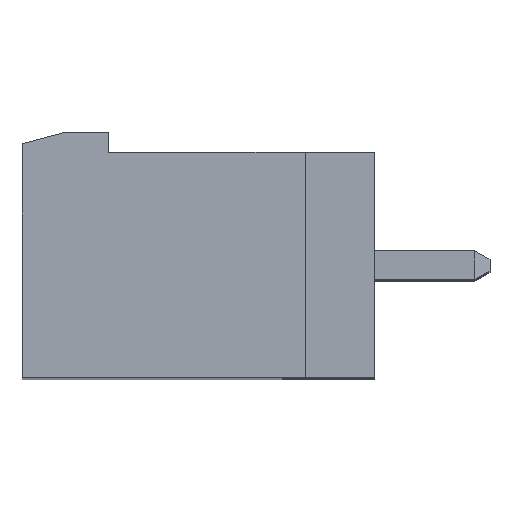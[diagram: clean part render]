
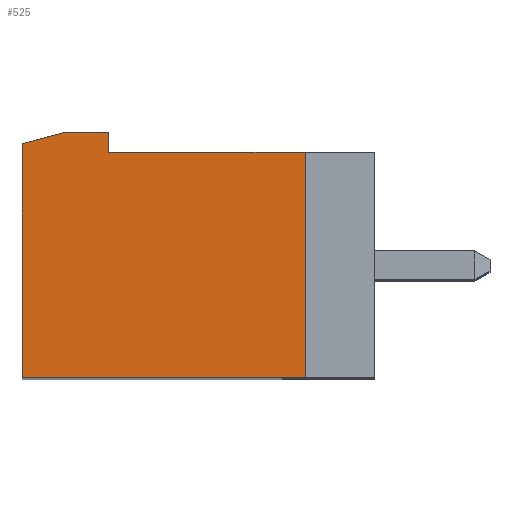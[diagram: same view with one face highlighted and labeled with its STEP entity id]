
A CAD part, top view. The second image highlights one B-rep face of the part: STEP entity #525.
In plain terms, the highlighted planar face has unit normal (0, 0, 1).
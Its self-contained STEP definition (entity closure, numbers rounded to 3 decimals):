
#525 = ADVANCED_FACE( '', ( #1277 ), #1278, .F. );
#1277 = FACE_OUTER_BOUND( '', #2273, .T. );
#1278 = PLANE( '', #2274 );
#2273 = EDGE_LOOP( '', ( #3791, #3792, #3793, #3794, #3795, #3796, #3797 ) );
#2274 = AXIS2_PLACEMENT_3D( '', #3798, #3799, #3800 );
#3791 = ORIENTED_EDGE( '', *, *, #6246, .F. );
#3792 = ORIENTED_EDGE( '', *, *, #6306, .F. );
#3793 = ORIENTED_EDGE( '', *, *, #6164, .F. );
#3794 = ORIENTED_EDGE( '', *, *, #6307, .F. );
#3795 = ORIENTED_EDGE( '', *, *, #6308, .F. );
#3796 = ORIENTED_EDGE( '', *, *, #6309, .F. );
#3797 = ORIENTED_EDGE( '', *, *, #6310, .F. );
#3798 = CARTESIAN_POINT( '', ( 197.225, 84.81, 46.72 ) );
#3799 = DIRECTION( '', ( 0., 0., -1. ) );
#3800 = DIRECTION( '', ( 0., -1., 0. ) );
#6164 = EDGE_CURVE( '', #7500, #7459, #7502, .T. );
#6246 = EDGE_CURVE( '', #7633, #7631, #7635, .T. );
#6306 = EDGE_CURVE( '', #7459, #7633, #7729, .T. );
#6307 = EDGE_CURVE( '', #7730, #7500, #7731, .T. );
#6308 = EDGE_CURVE( '', #7732, #7730, #7733, .T. );
#6309 = EDGE_CURVE( '', #7734, #7732, #7735, .T. );
#6310 = EDGE_CURVE( '', #7631, #7734, #7736, .T. );
#7459 = VERTEX_POINT( '', #9310 );
#7500 = VERTEX_POINT( '', #9375 );
#7502 = LINE( '', #9378, #9379 );
#7631 = VERTEX_POINT( '', #9572 );
#7633 = VERTEX_POINT( '', #9575 );
#7635 = LINE( '', #9578, #9579 );
#7729 = LINE( '', #9720, #9721 );
#7730 = VERTEX_POINT( '', #9722 );
#7731 = LINE( '', #9723, #9724 );
#7732 = VERTEX_POINT( '', #9725 );
#7733 = LINE( '', #9726, #9727 );
#7734 = VERTEX_POINT( '', #9728 );
#7735 = LINE( '', #9729, #9730 );
#7736 = LINE( '', #9731, #9732 );
#9310 = CARTESIAN_POINT( '', ( 195.918, 84.71, 46.72 ) );
#9375 = CARTESIAN_POINT( '', ( 194.425, 84.31, 46.72 ) );
#9378 = CARTESIAN_POINT( '', ( 195.918, 84.71, 46.72 ) );
#9379 = VECTOR( '', #11235, 1000. );
#9572 = CARTESIAN_POINT( '', ( 197.425, 84.01, 46.72 ) );
#9575 = CARTESIAN_POINT( '', ( 197.425, 84.71, 46.72 ) );
#9578 = CARTESIAN_POINT( '', ( 197.425, 84.31, 46.72 ) );
#9579 = VECTOR( '', #11308, 1000. );
#9720 = CARTESIAN_POINT( '', ( 197.425, 84.71, 46.72 ) );
#9721 = VECTOR( '', #11356, 1000. );
#9722 = CARTESIAN_POINT( '', ( 194.425, 76.21, 46.72 ) );
#9723 = CARTESIAN_POINT( '', ( 194.425, 84.41, 46.72 ) );
#9724 = VECTOR( '', #11357, 1000. );
#9725 = CARTESIAN_POINT( '', ( 204.225, 76.21, 46.72 ) );
#9726 = CARTESIAN_POINT( '', ( 194.225, 76.21, 46.72 ) );
#9727 = VECTOR( '', #11358, 1000. );
#9728 = CARTESIAN_POINT( '', ( 204.225, 84.01, 46.72 ) );
#9729 = CARTESIAN_POINT( '', ( 204.225, 76.21, 46.72 ) );
#9730 = VECTOR( '', #11359, 1000. );
#9731 = CARTESIAN_POINT( '', ( 204.025, 84.01, 46.72 ) );
#9732 = VECTOR( '', #11360, 1000. );
#11235 = DIRECTION( '', ( 0.966, 0.259, 0. ) );
#11308 = DIRECTION( '', ( 0., -1., 0. ) );
#11356 = DIRECTION( '', ( 1., 0., 0. ) );
#11357 = DIRECTION( '', ( 0., 1., 0. ) );
#11358 = DIRECTION( '', ( -1., 0., 0. ) );
#11359 = DIRECTION( '', ( 0., -1., 0. ) );
#11360 = DIRECTION( '', ( 1., 0., 0. ) );
